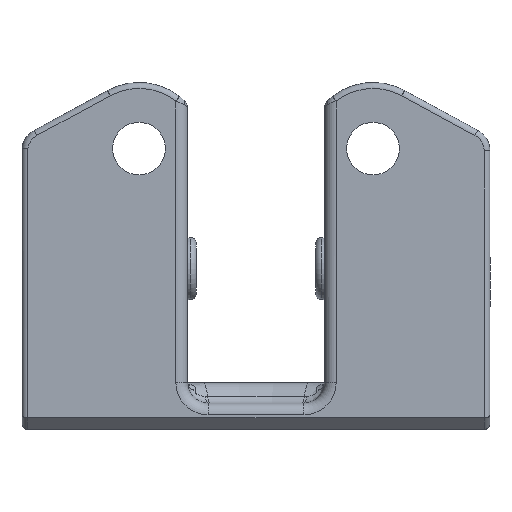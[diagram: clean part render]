
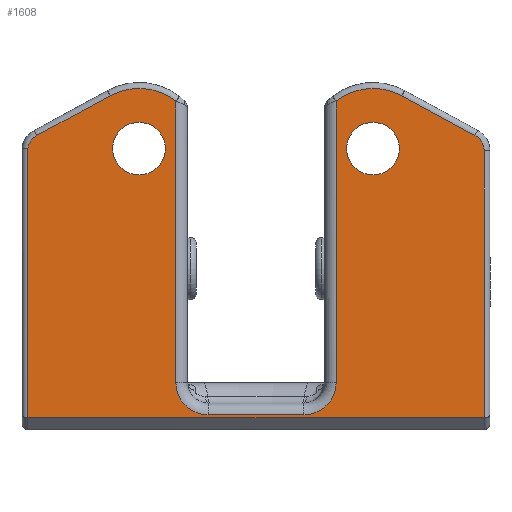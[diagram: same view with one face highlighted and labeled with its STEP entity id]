
A CAD part, front view. The second image highlights one B-rep face of the part: STEP entity #1608.
In plain terms, the highlighted face is planar.
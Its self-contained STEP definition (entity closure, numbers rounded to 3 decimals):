
#63=FACE_BOUND('',#362,.T.);
#64=FACE_BOUND('',#363,.T.);
#115=PLANE('',#1801);
#253=FACE_OUTER_BOUND('',#361,.T.);
#361=EDGE_LOOP('',(#1425,#1426,#1427,#1428,#1429,#1430,#1431,#1432,#1433,
#1434,#1435,#1436,#1437,#1438,#1439));
#362=EDGE_LOOP('',(#1440));
#363=EDGE_LOOP('',(#1441));
#373=LINE('',#2281,#456);
#387=LINE('',#2754,#470);
#403=LINE('',#2865,#486);
#405=LINE('',#2871,#488);
#443=LINE('',#3208,#526);
#444=LINE('',#3215,#527);
#450=LINE('',#3305,#533);
#453=LINE('',#3358,#536);
#456=VECTOR('',#1830,10.);
#470=VECTOR('',#1912,10.);
#486=VECTOR('',#1990,10.);
#488=VECTOR('',#1996,10.);
#526=VECTOR('',#2142,10.);
#527=VECTOR('',#2153,10.);
#533=VECTOR('',#2217,10.);
#536=VECTOR('',#2238,10.);
#557=CIRCLE('',#1661,2.25);
#562=CIRCLE('',#1669,2.75);
#571=CIRCLE('',#1686,5.15);
#574=CIRCLE('',#1700,0.5);
#576=CIRCLE('',#1705,1.5);
#600=CIRCLE('',#1760,1.5);
#603=CIRCLE('',#1766,5.15);
#613=CIRCLE('',#1788,2.75);
#616=CIRCLE('',#1796,2.25);
#625=VERTEX_POINT('',#2278);
#626=VERTEX_POINT('',#2280);
#660=VERTEX_POINT('',#2688);
#663=VERTEX_POINT('',#2714);
#666=VERTEX_POINT('',#2750);
#678=VERTEX_POINT('',#2792);
#689=VERTEX_POINT('',#2831);
#693=VERTEX_POINT('',#2848);
#694=VERTEX_POINT('',#2850);
#696=VERTEX_POINT('',#2869);
#744=VERTEX_POINT('',#3199);
#746=VERTEX_POINT('',#3205);
#747=VERTEX_POINT('',#3207);
#748=VERTEX_POINT('',#3211);
#749=VERTEX_POINT('',#3219);
#762=VERTEX_POINT('',#3295);
#764=VERTEX_POINT('',#3350);
#772=EDGE_CURVE('',#625,#626,#373,.T.);
#821=EDGE_CURVE('',#660,#660,#557,.T.);
#831=EDGE_CURVE('',#666,#625,#562,.T.);
#832=EDGE_CURVE('',#663,#666,#387,.T.);
#849=EDGE_CURVE('',#678,#663,#571,.T.);
#869=EDGE_CURVE('',#693,#694,#574,.T.);
#871=EDGE_CURVE('',#689,#693,#403,.T.);
#874=EDGE_CURVE('',#696,#678,#405,.T.);
#876=EDGE_CURVE('',#694,#696,#576,.T.);
#953=EDGE_CURVE('',#746,#747,#443,.T.);
#955=EDGE_CURVE('',#747,#748,#600,.T.);
#957=EDGE_CURVE('',#748,#744,#444,.T.);
#960=EDGE_CURVE('',#749,#746,#603,.T.);
#983=EDGE_CURVE('',#626,#762,#613,.T.);
#987=EDGE_CURVE('',#762,#749,#450,.T.);
#990=EDGE_CURVE('',#764,#764,#616,.T.);
#994=EDGE_CURVE('',#744,#689,#453,.T.);
#1425=ORIENTED_EDGE('',*,*,#994,.F.);
#1426=ORIENTED_EDGE('',*,*,#957,.F.);
#1427=ORIENTED_EDGE('',*,*,#955,.F.);
#1428=ORIENTED_EDGE('',*,*,#953,.F.);
#1429=ORIENTED_EDGE('',*,*,#960,.F.);
#1430=ORIENTED_EDGE('',*,*,#987,.F.);
#1431=ORIENTED_EDGE('',*,*,#983,.F.);
#1432=ORIENTED_EDGE('',*,*,#772,.F.);
#1433=ORIENTED_EDGE('',*,*,#831,.F.);
#1434=ORIENTED_EDGE('',*,*,#832,.F.);
#1435=ORIENTED_EDGE('',*,*,#849,.F.);
#1436=ORIENTED_EDGE('',*,*,#874,.F.);
#1437=ORIENTED_EDGE('',*,*,#876,.F.);
#1438=ORIENTED_EDGE('',*,*,#869,.F.);
#1439=ORIENTED_EDGE('',*,*,#871,.F.);
#1440=ORIENTED_EDGE('',*,*,#821,.T.);
#1441=ORIENTED_EDGE('',*,*,#990,.T.);
#1608=ADVANCED_FACE('',(#253,#63,#64),#115,.F.);
#1661=AXIS2_PLACEMENT_3D('',#2689,#1891,#1892);
#1669=AXIS2_PLACEMENT_3D('',#2752,#1908,#1909);
#1686=AXIS2_PLACEMENT_3D('',#2794,#1949,#1950);
#1700=AXIS2_PLACEMENT_3D('',#2851,#1986,#1987);
#1705=AXIS2_PLACEMENT_3D('',#2874,#2000,#2001);
#1760=AXIS2_PLACEMENT_3D('',#3212,#2147,#2148);
#1766=AXIS2_PLACEMENT_3D('',#3222,#2161,#2162);
#1788=AXIS2_PLACEMENT_3D('',#3296,#2209,#2210);
#1796=AXIS2_PLACEMENT_3D('',#3351,#2226,#2227);
#1801=AXIS2_PLACEMENT_3D('',#3359,#2239,#2240);
#1830=DIRECTION('',(1.,0.,0.));
#1891=DIRECTION('center_axis',(0.,0.,
-1.));
#1892=DIRECTION('ref_axis',(-1.,0.,0.));
#1908=DIRECTION('center_axis',(0.,0.,
1.));
#1909=DIRECTION('ref_axis',(-0.707,-0.707,0.));
#1912=DIRECTION('',(0.,-1.,0.));
#1949=DIRECTION('center_axis',(0.,0.,
-1.));
#1950=DIRECTION('ref_axis',(0.246,0.969,0.));
#1986=DIRECTION('center_axis',(0.,0.,
-1.));
#1987=DIRECTION('ref_axis',(-1.,0.02,0.));
#1990=DIRECTION('',(0.,1.,0.));
#1996=DIRECTION('',(0.879,0.477,0.));
#2000=DIRECTION('center_axis',(0.,0.,
-1.));
#2001=DIRECTION('ref_axis',(-0.828,0.561,0.));
#2142=DIRECTION('',(0.879,-0.477,0.));
#2147=DIRECTION('center_axis',(0.,0.,
-1.));
#2148=DIRECTION('ref_axis',(0.859,0.511,0.));
#2153=DIRECTION('',(0.,-1.,0.));
#2161=DIRECTION('center_axis',(0.,0.,
-1.));
#2162=DIRECTION('ref_axis',(-0.246,0.969,0.));
#2209=DIRECTION('center_axis',(0.,0.,
1.));
#2210=DIRECTION('ref_axis',(0.707,-0.707,0.));
#2217=DIRECTION('',(0.,1.,0.));
#2226=DIRECTION('center_axis',(0.,0.,
-1.));
#2227=DIRECTION('ref_axis',(-1.,0.,0.));
#2238=DIRECTION('',(-1.,0.,0.));
#2239=DIRECTION('center_axis',(0.,0.,
-1.));
#2240=DIRECTION('ref_axis',(1.,0.,0.));
#2278=CARTESIAN_POINT('',(341.529,-372.619,0.059));
#2280=CARTESIAN_POINT('',(349.729,-372.619,0.059));
#2281=CARTESIAN_POINT('',(345.104,-372.619,0.059));
#2688=CARTESIAN_POINT('',(337.879,-349.869,0.059));
#2689=CARTESIAN_POINT('Origin',(335.629,-349.869,0.059));
#2714=CARTESIAN_POINT('',(338.779,-345.794,0.059));
#2750=CARTESIAN_POINT('',(338.779,-369.869,0.059));
#2752=CARTESIAN_POINT('Origin',(341.529,-369.869,0.059));
#2754=CARTESIAN_POINT('',(338.779,-363.619,0.059));
#2792=CARTESIAN_POINT('',(333.172,-345.343,0.059));
#2794=CARTESIAN_POINT('Origin',(335.629,-349.869,0.059));
#2831=CARTESIAN_POINT('',(326.129,-372.869,0.059));
#2848=CARTESIAN_POINT('',(326.129,-349.869,0.059));
#2850=CARTESIAN_POINT('',(326.129,-349.867,0.059));
#2851=CARTESIAN_POINT('Origin',(326.629,-349.869,0.059));
#2865=CARTESIAN_POINT('',(326.129,-363.119,0.059));
#2869=CARTESIAN_POINT('',(326.9,-348.748,0.059));
#2871=CARTESIAN_POINT('',(333.472,-345.18,0.059));
#2874=CARTESIAN_POINT('Origin',(327.616,-350.066,0.059));
#3199=CARTESIAN_POINT('',(365.129,-372.869,0.059));
#3205=CARTESIAN_POINT('',(358.086,-345.343,0.059));
#3207=CARTESIAN_POINT('',(364.345,-348.74,0.059));
#3208=CARTESIAN_POINT('',(357.46,-345.003,0.059));
#3211=CARTESIAN_POINT('',(365.129,-350.059,0.059));
#3212=CARTESIAN_POINT('Origin',(363.629,-350.059,0.059));
#3215=CARTESIAN_POINT('',(365.129,-353.119,0.059));
#3219=CARTESIAN_POINT('',(352.479,-345.794,0.059));
#3222=CARTESIAN_POINT('Origin',(355.629,-349.869,0.059));
#3295=CARTESIAN_POINT('',(352.479,-369.869,0.059));
#3296=CARTESIAN_POINT('Origin',(349.729,-369.869,0.059));
#3305=CARTESIAN_POINT('',(352.479,-351.702,0.059));
#3350=CARTESIAN_POINT('',(357.879,-349.869,0.059));
#3351=CARTESIAN_POINT('Origin',(355.629,-349.869,0.059));
#3358=CARTESIAN_POINT('',(340.479,-372.869,0.059));
#3359=CARTESIAN_POINT('Origin',(340.479,-357.369,0.059));
